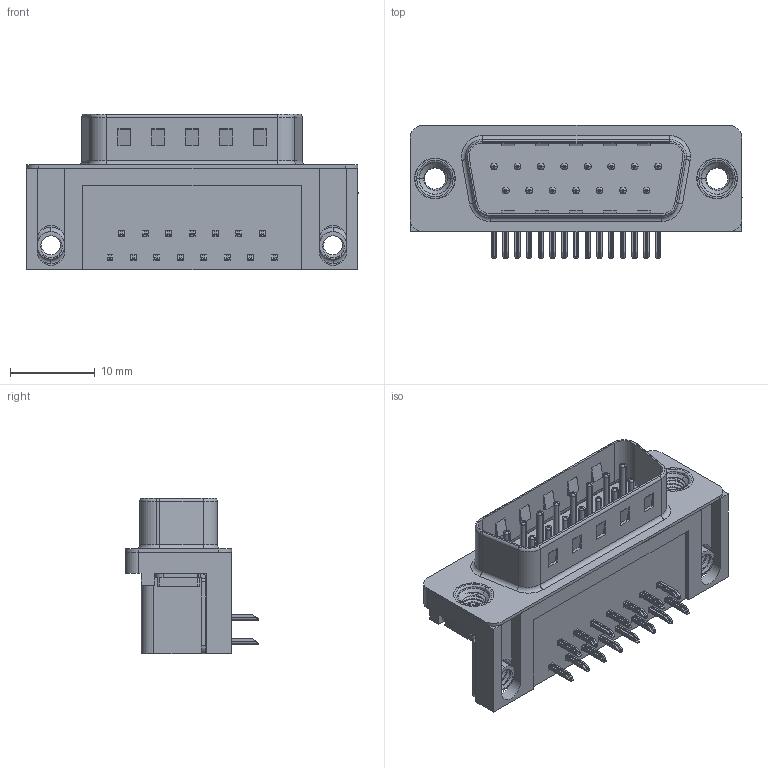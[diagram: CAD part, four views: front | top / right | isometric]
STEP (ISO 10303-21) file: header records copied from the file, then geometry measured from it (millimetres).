
FILE_DESCRIPTION (( 'STEP AP203' ), '1' );
FILE_NAME ('621-015-368-555.STEP', '2019-11-19T01:07:52', ( '' ), ( '' ), 'SwSTEP 2.0', 'SolidWorks 2016', '' );
FILE_SCHEMA (( 'CONFIG_CONTROL_DESIGN' ));
Length unit declared in the file: millimetre
Products named in the file (7): 621 Contact Bottom; 621 Housing_15 Socket; 621 Shell_15 Socket; 621-015-368-555; 621 Contact Top; 621 4-40 Threaded Board Mount; 621 M3 Threaded Rivet
Assembly tree (21 placements, depth 2):
  621-015-368-555
    621 Housing_15 Socket
    621 Shell_15 Socket
    621 Contact Bottom  x7
    621 Contact Top  x8
    621 4-40 Threaded Board Mount  x2
    621 M3 Threaded Rivet  x2
Bounding box: 39.22 x 15.73 x 18.4 mm (x, y, z)
Volume: 4421.1 mm3; surface area: 5732.8 mm2
Topology: 21 solids, 21 shells, 1507 faces, 3761 edges, 2335 vertices
Faces by surface type: plane 893, cylinder 461, torus 133, bspline 12, cone 8
Entity records: 20428 total; most frequent: CARTESIAN_POINT 5761, DIRECTION 2859, ORIENTED_EDGE 2786, EDGE_CURVE 1393, AXIS2_PLACEMENT_3D 968, VECTOR 923, LINE 923, VERTEX_POINT 890
